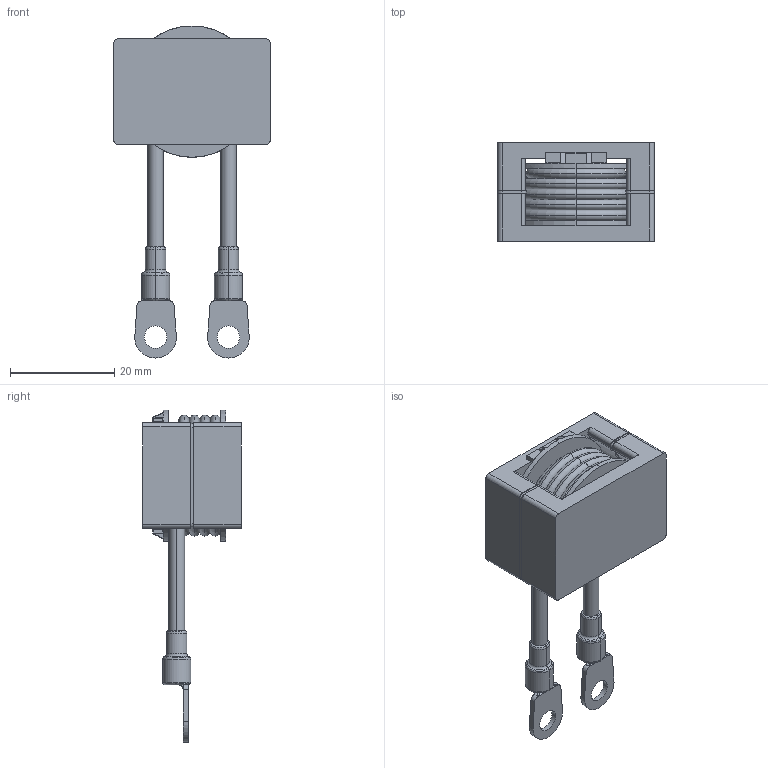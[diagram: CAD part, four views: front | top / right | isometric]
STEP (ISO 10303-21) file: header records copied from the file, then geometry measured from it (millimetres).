
FILE_DESCRIPTION (( 'STEP AP203' ), '1' );
FILE_NAME ('X-W0113-076 - Resonant Choke 14uH 10Arms 100kHz.STEP', '2018-07-30T11:23:51', ( 'AdministradorLocal' ), ( 'Microsoft' ), 'SwSTEP 2.0', 'SolidWorks 2018', '' );
FILE_SCHEMA (( 'CONFIG_CONTROL_DESIGN' ));
Length unit declared in the file: millimetre
Products named in the file (11): BYD_Output wire_D‚faut; BYD_Insulating sleeve_D‚faut; BYD_Output sleeve2_D‚faut; BYD_Payton_ferrite_073_D‚faut; BYD_Output_D‚faut; BYD_spacer_D‚faut; BYD_fil int_D‚faut; BYD_W-1802-0475_PF16 5D 056.Ed.5_Custom Bobbin ER30-9_D‚faut; BYD_fil ext_D‚faut; X-W0113-076 - Resonant Choke 14uH 10Arms 100kHz; BYD_Terminal D4-2.3_D‚faut
Assembly tree (19 placements, depth 3):
  X-W0113-076 - Resonant Choke 14uH 10Arms 100kHz
    BYD_Payton_ferrite_073_D‚faut  x2
    BYD_spacer_D‚faut
    BYD_W-1802-0475_PF16 5D 056.Ed.5_Custom Bobbin ER30-9_D‚faut
    BYD_Output_D‚faut  x2
      BYD_Terminal D4-2.3_D‚faut
      BYD_Output wire_D‚faut
      BYD_Insulating sleeve_D‚faut
      BYD_Output sleeve2_D‚faut
    BYD_fil int_D‚faut  x5
    BYD_fil ext_D‚faut  x4
Bounding box: 30 x 18.95 x 63.75 mm (x, y, z)
Volume: 10657.3 mm3; surface area: 13906.4 mm2
Topology: 23 solids, 25 shells, 331 faces, 787 edges, 482 vertices
Faces by surface type: cylinder 143, plane 108, torus 60, bspline 14, sphere 6
Entity records: 8193 total; most frequent: CARTESIAN_POINT 1694, DIRECTION 1137, ORIENTED_EDGE 1038, EDGE_CURVE 519, AXIS2_PLACEMENT_3D 448, VERTEX_POINT 325, VECTOR 241, LINE 241
